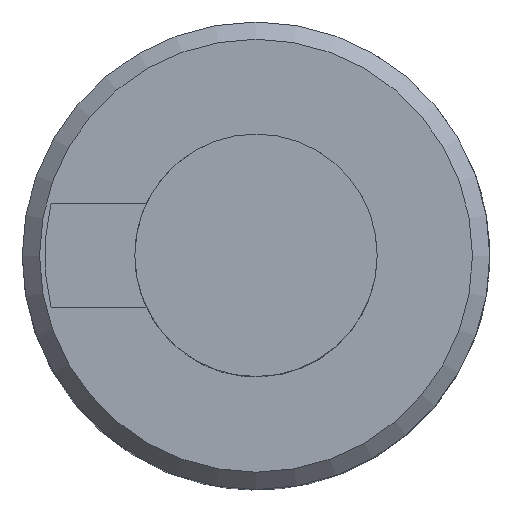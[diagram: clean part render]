
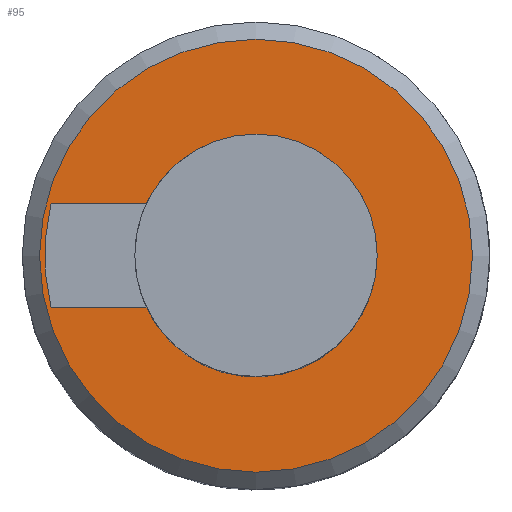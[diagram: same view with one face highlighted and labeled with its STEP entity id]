
A CAD part, top view. The second image highlights one B-rep face of the part: STEP entity #95.
In plain terms, the highlighted planar face has unit normal (0, 0, 1).
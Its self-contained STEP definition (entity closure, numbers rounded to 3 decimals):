
#95=ADVANCED_FACE('',(#134),#116,.F.);
#116=PLANE('',#455);
#134=FACE_OUTER_BOUND('',#162,.T.);
#162=EDGE_LOOP('',(#286));
#286=ORIENTED_EDGE('',*,*,#362,.T.);
#326=VERTEX_POINT('',#640);
#362=EDGE_CURVE('',#326,#326,#390,.T.);
#390=CIRCLE('',#444,25.);
#444=AXIS2_PLACEMENT_3D('',#639,#531,#532);
#455=AXIS2_PLACEMENT_3D('',#667,#561,#562);
#531=DIRECTION('',(0.,0.,1.));
#532=DIRECTION('',(-1.,0.,0.));
#561=DIRECTION('',(0.,0.,-1.));
#562=DIRECTION('',(-1.,0.,0.));
#639=CARTESIAN_POINT('',(0.,0.,0.));
#640=CARTESIAN_POINT('',(-25.,0.,0.));
#667=CARTESIAN_POINT('',(0.,0.,0.));
